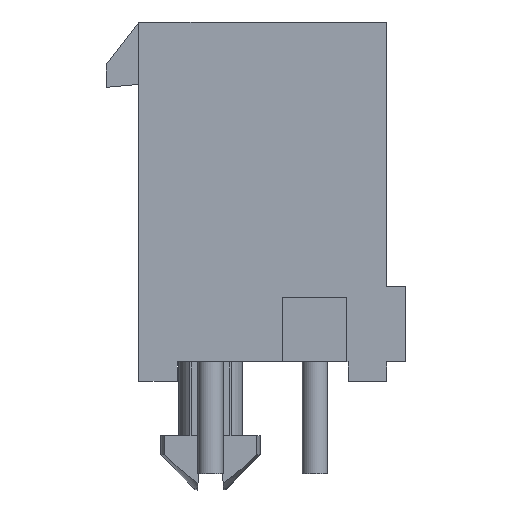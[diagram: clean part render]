
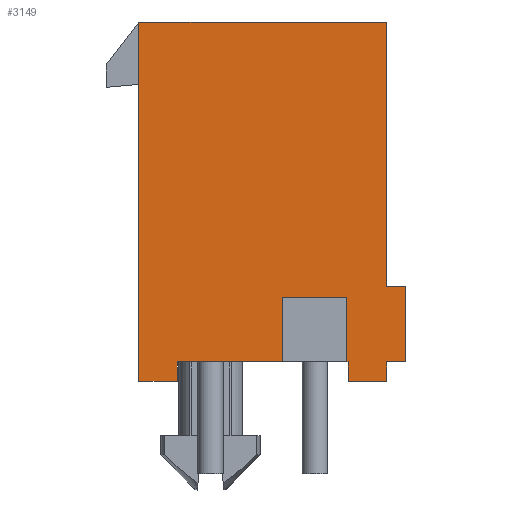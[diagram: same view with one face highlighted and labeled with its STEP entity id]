
A CAD part, left-side view. The second image highlights one B-rep face of the part: STEP entity #3149.
In plain terms, the highlighted planar face has unit normal (-1, 0, 0).
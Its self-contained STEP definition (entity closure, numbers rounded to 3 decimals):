
#36=LINE($,#4380,#455);
#37=LINE($,#4382,#456);
#38=LINE($,#4384,#457);
#39=LINE($,#4386,#458);
#40=LINE($,#4388,#459);
#41=LINE($,#4390,#460);
#42=LINE($,#4392,#461);
#43=LINE($,#4394,#462);
#44=LINE($,#4396,#463);
#45=LINE($,#4398,#464);
#46=LINE($,#4400,#465);
#47=LINE($,#4402,#466);
#48=LINE($,#4404,#467);
#49=LINE($,#4406,#468);
#50=LINE($,#4408,#469);
#51=LINE($,#4409,#470);
#455=VECTOR($,#3559,0.051);
#456=VECTOR($,#3560,0.762);
#457=VECTOR($,#3561,1.524);
#458=VECTOR($,#3562,0.762);
#459=VECTOR($,#3563,0.762);
#460=VECTOR($,#3564,2.997);
#461=VECTOR($,#3565,0.762);
#462=VECTOR($,#3566,10.49);
#463=VECTOR($,#3567,9.83);
#464=VECTOR($,#3568,14.249);
#465=VECTOR($,#3569,1.524);
#466=VECTOR($,#3570,0.762);
#467=VECTOR($,#3571,4.191);
#468=VECTOR($,#3572,2.54);
#469=VECTOR($,#3573,2.54);
#470=VECTOR($,#3574,2.54);
#874=PLANE($,#3341);
#1056=FACE_OUTER_BOUND($,#1233,.T.);
#1233=EDGE_LOOP($,(#2224,#2225,#2226,#2227,#2228,#2229,#2230,#2231,#2232,
#2233,#2234,#2235,#2236,#2237,#2238,#2239));
#1457=VERTEX_POINT($,#4378);
#1458=VERTEX_POINT($,#4379);
#1459=VERTEX_POINT($,#4381);
#1460=VERTEX_POINT($,#4383);
#1461=VERTEX_POINT($,#4385);
#1462=VERTEX_POINT($,#4387);
#1463=VERTEX_POINT($,#4389);
#1464=VERTEX_POINT($,#4391);
#1465=VERTEX_POINT($,#4393);
#1466=VERTEX_POINT($,#4395);
#1467=VERTEX_POINT($,#4397);
#1468=VERTEX_POINT($,#4399);
#1469=VERTEX_POINT($,#4401);
#1470=VERTEX_POINT($,#4403);
#1471=VERTEX_POINT($,#4405);
#1472=VERTEX_POINT($,#4407);
#1766=EDGE_CURVE($,#1457,#1458,#36,.T.);
#1767=EDGE_CURVE($,#1457,#1459,#37,.T.);
#1768=EDGE_CURVE($,#1460,#1459,#38,.T.);
#1769=EDGE_CURVE($,#1460,#1461,#39,.T.);
#1770=EDGE_CURVE($,#1461,#1462,#40,.T.);
#1771=EDGE_CURVE($,#1462,#1463,#41,.T.);
#1772=EDGE_CURVE($,#1463,#1464,#42,.T.);
#1773=EDGE_CURVE($,#1464,#1465,#43,.T.);
#1774=EDGE_CURVE($,#1466,#1465,#44,.T.);
#1775=EDGE_CURVE($,#1467,#1466,#45,.T.);
#1776=EDGE_CURVE($,#1468,#1467,#46,.T.);
#1777=EDGE_CURVE($,#1469,#1468,#47,.T.);
#1778=EDGE_CURVE($,#1470,#1469,#48,.T.);
#1779=EDGE_CURVE($,#1471,#1470,#49,.T.);
#1780=EDGE_CURVE($,#1472,#1471,#50,.T.);
#1781=EDGE_CURVE($,#1458,#1472,#51,.T.);
#2224=ORIENTED_EDGE($,*,*,#1766,.F.);
#2225=ORIENTED_EDGE($,*,*,#1767,.T.);
#2226=ORIENTED_EDGE($,*,*,#1768,.F.);
#2227=ORIENTED_EDGE($,*,*,#1769,.T.);
#2228=ORIENTED_EDGE($,*,*,#1770,.T.);
#2229=ORIENTED_EDGE($,*,*,#1771,.T.);
#2230=ORIENTED_EDGE($,*,*,#1772,.T.);
#2231=ORIENTED_EDGE($,*,*,#1773,.T.);
#2232=ORIENTED_EDGE($,*,*,#1774,.F.);
#2233=ORIENTED_EDGE($,*,*,#1775,.F.);
#2234=ORIENTED_EDGE($,*,*,#1776,.F.);
#2235=ORIENTED_EDGE($,*,*,#1777,.F.);
#2236=ORIENTED_EDGE($,*,*,#1778,.F.);
#2237=ORIENTED_EDGE($,*,*,#1779,.F.);
#2238=ORIENTED_EDGE($,*,*,#1780,.F.);
#2239=ORIENTED_EDGE($,*,*,#1781,.F.);
#3149=ADVANCED_FACE($,(#1056),#874,.F.);
#3341=AXIS2_PLACEMENT_3D($,#4377,#3557,#3558);
#3557=DIRECTION('center_axis',(1.,0.,0.));
#3558=DIRECTION('ref_axis',(0.,0.,-1.));
#3559=DIRECTION($,(0.,1.,0.));
#3560=DIRECTION($,(0.,0.,-1.));
#3561=DIRECTION($,(0.,1.,0.));
#3562=DIRECTION($,(0.,0.,1.));
#3563=DIRECTION($,(0.,-1.,0.));
#3564=DIRECTION($,(0.,0.,1.));
#3565=DIRECTION($,(0.,1.,0.));
#3566=DIRECTION($,(0.,0.,1.));
#3567=DIRECTION($,(0.,-1.,0.));
#3568=DIRECTION($,(0.,0.,1.));
#3569=DIRECTION($,(0.,1.,0.));
#3570=DIRECTION($,(0.,0.,-1.));
#3571=DIRECTION($,(0.,1.,0.));
#3572=DIRECTION($,(0.,0.,-1.));
#3573=DIRECTION($,(0.,1.,0.));
#3574=DIRECTION($,(0.,0.,1.));
#4377=CARTESIAN_POINT('Origin',(-4.915,-6.206,14.962));
#4378=CARTESIAN_POINT('',(-4.915,-3.391,0.762));
#4379=CARTESIAN_POINT('',(-4.915,-3.34,0.762));
#4380=CARTESIAN_POINT($,(-4.915,-3.391,0.762));
#4381=CARTESIAN_POINT('',(-4.915,-3.391,0.));
#4382=CARTESIAN_POINT($,(-4.915,-3.391,0.762));
#4383=CARTESIAN_POINT('',(-4.915,-4.915,0.));
#4384=CARTESIAN_POINT($,(-4.915,-4.915,0.));
#4385=CARTESIAN_POINT('',(-4.915,-4.915,0.762));
#4386=CARTESIAN_POINT($,(-4.915,-4.915,0.));
#4387=CARTESIAN_POINT('',(-4.915,-5.677,0.762));
#4388=CARTESIAN_POINT($,(-4.915,-4.915,0.762));
#4389=CARTESIAN_POINT('',(-4.915,-5.677,3.759));
#4390=CARTESIAN_POINT($,(-4.915,-5.677,0.762));
#4391=CARTESIAN_POINT('',(-4.915,-4.915,3.759));
#4392=CARTESIAN_POINT($,(-4.915,-5.677,3.759));
#4393=CARTESIAN_POINT('',(-4.915,-4.915,14.249));
#4394=CARTESIAN_POINT($,(-4.915,-4.915,3.759));
#4395=CARTESIAN_POINT('',(-4.915,4.915,14.249));
#4396=CARTESIAN_POINT($,(-4.915,4.915,14.249));
#4397=CARTESIAN_POINT('',(-4.915,4.915,0.));
#4398=CARTESIAN_POINT($,(-4.915,4.915,0.));
#4399=CARTESIAN_POINT('',(-4.915,3.391,0.));
#4400=CARTESIAN_POINT($,(-4.915,3.391,0.));
#4401=CARTESIAN_POINT('',(-4.915,3.391,0.762));
#4402=CARTESIAN_POINT($,(-4.915,3.391,0.762));
#4403=CARTESIAN_POINT('',(-4.915,-0.8,0.762));
#4404=CARTESIAN_POINT($,(-4.915,-0.8,0.762));
#4405=CARTESIAN_POINT('',(-4.915,-0.8,3.302));
#4406=CARTESIAN_POINT($,(-4.915,-0.8,3.302));
#4407=CARTESIAN_POINT('',(-4.915,-3.34,3.302));
#4408=CARTESIAN_POINT($,(-4.915,-3.34,3.302));
#4409=CARTESIAN_POINT($,(-4.915,-3.34,0.762));
